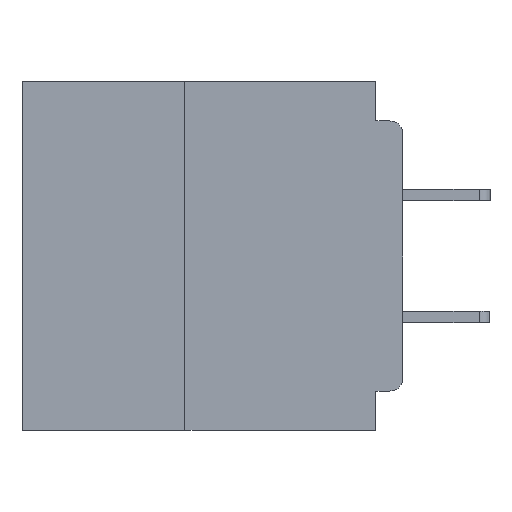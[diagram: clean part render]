
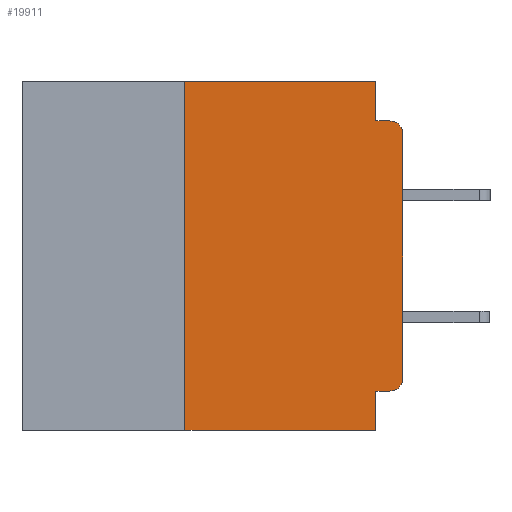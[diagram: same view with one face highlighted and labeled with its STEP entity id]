
A CAD part, left-side view. The second image highlights one B-rep face of the part: STEP entity #19911.
In plain terms, the highlighted planar face has unit normal (-1, 0, 0).
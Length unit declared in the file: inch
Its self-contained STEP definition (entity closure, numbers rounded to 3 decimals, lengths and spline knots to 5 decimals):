
#165 = VECTOR ( 'NONE', #33597, 39.37008 ) ;
#257 = LINE ( 'NONE', #8351, #40607 ) ;
#1221 = LINE ( 'NONE', #8084, #165 ) ;
#1357 = EDGE_CURVE ( 'NONE', #16371, #18972, #20404, .T. ) ;
#1585 = ORIENTED_EDGE ( 'NONE', *, *, #20377, .F. ) ;
#1793 = EDGE_CURVE ( 'NONE', #7299, #12474, #14489, .T. ) ;
#2584 = EDGE_CURVE ( 'NONE', #12474, #39671, #257, .T. ) ;
#2838 = EDGE_CURVE ( 'NONE', #26705, #16943, #40084, .T. ) ;
#2862 = DIRECTION ( 'NONE',  ( 0., 0., -1. ) ) ;
#2980 = CARTESIAN_POINT ( 'NONE',  ( 0., 0.031, -0.4 ) ) ;
#3662 = ORIENTED_EDGE ( 'NONE', *, *, #31908, .F. ) ;
#4037 = AXIS2_PLACEMENT_3D ( 'NONE', #31682, #31669, #31642 ) ;
#4729 = CARTESIAN_POINT ( 'NONE',  ( 0., 0.437, -0.4 ) ) ;
#5061 = CARTESIAN_POINT ( 'NONE',  ( 0., 0., -0.045 ) ) ;
#5845 = CARTESIAN_POINT ( 'NONE',  ( 0., 0.031, 0. ) ) ;
#6497 = CARTESIAN_POINT ( 'NONE',  ( 0., 0., -0.06 ) ) ;
#7153 = DIRECTION ( 'NONE',  ( -1., 0., 0. ) ) ;
#7299 = VERTEX_POINT ( 'NONE', #15782 ) ;
#7698 = ORIENTED_EDGE ( 'NONE', *, *, #32905, .T. ) ;
#7999 = DIRECTION ( 'NONE',  ( 0., -1., 0. ) ) ;
#8084 = CARTESIAN_POINT ( 'NONE',  ( 0., 0., 0. ) ) ;
#8251 = DIRECTION ( 'NONE',  ( 0., -1., 0. ) ) ;
#8351 = CARTESIAN_POINT ( 'NONE',  ( 0., 0.437, 0. ) ) ;
#8972 = CARTESIAN_POINT ( 'NONE',  ( 0., 0., -0.355 ) ) ;
#9011 = EDGE_CURVE ( 'NONE', #24394, #26705, #24731, .T. ) ;
#9044 = CARTESIAN_POINT ( 'NONE',  ( 0., 0.437, 0. ) ) ;
#9887 = CIRCLE ( 'NONE', #31926, 0.015 ) ;
#10486 = VERTEX_POINT ( 'NONE', #21250 ) ;
#12188 = DIRECTION ( 'NONE',  ( 0., 1., 0. ) ) ;
#12265 = DIRECTION ( 'NONE',  ( 1., 0., 0. ) ) ;
#12474 = VERTEX_POINT ( 'NONE', #34673 ) ;
#14489 = LINE ( 'NONE', #23303, #36756 ) ;
#15373 = ORIENTED_EDGE ( 'NONE', *, *, #38845, .T. ) ;
#15782 = CARTESIAN_POINT ( 'NONE',  ( 0., 0.25, -0.4 ) ) ;
#16371 = VERTEX_POINT ( 'NONE', #6497 ) ;
#16905 = CARTESIAN_POINT ( 'NONE',  ( 0., 0.015, -0.045 ) ) ;
#16943 = VERTEX_POINT ( 'NONE', #31727 ) ;
#17111 = EDGE_CURVE ( 'NONE', #24394, #20142, #9887, .T. ) ;
#17519 = LINE ( 'NONE', #5061, #25953 ) ;
#18691 = DIRECTION ( 'NONE',  ( 0., 0., -1. ) ) ;
#18972 = VERTEX_POINT ( 'NONE', #16905 ) ;
#19155 = ORIENTED_EDGE ( 'NONE', *, *, #17111, .T. ) ;
#19911 = ADVANCED_FACE ( 'NONE', ( #25991 ), #28085, .F. ) ;
#20142 = VERTEX_POINT ( 'NONE', #35626 ) ;
#20377 = EDGE_CURVE ( 'NONE', #10486, #18972, #17519, .T. ) ;
#20404 = CIRCLE ( 'NONE', #4037, 0.015 ) ;
#20557 = CARTESIAN_POINT ( 'NONE',  ( 0., 0.031, -0.355 ) ) ;
#21221 = VECTOR ( 'NONE', #7999, 39.37008 ) ;
#21250 = CARTESIAN_POINT ( 'NONE',  ( 0., 0.031, -0.045 ) ) ;
#22217 = LINE ( 'NONE', #4729, #21221 ) ;
#23124 = DIRECTION ( 'NONE',  ( 0., 0., 1. ) ) ;
#23303 = CARTESIAN_POINT ( 'NONE',  ( 0., 0.25, -0.4 ) ) ;
#23743 = VECTOR ( 'NONE', #12188, 39.37008 ) ;
#24140 = DIRECTION ( 'NONE',  ( 0., -1., 0. ) ) ;
#24315 = VECTOR ( 'NONE', #2862, 39.37008 ) ;
#24394 = VERTEX_POINT ( 'NONE', #36908 ) ;
#24731 = LINE ( 'NONE', #8972, #23743 ) ;
#25953 = VECTOR ( 'NONE', #24140, 39.37008 ) ;
#25991 = FACE_OUTER_BOUND ( 'NONE', #33955, .T. ) ;
#26070 = ORIENTED_EDGE ( 'NONE', *, *, #1357, .T. ) ;
#26190 = CARTESIAN_POINT ( 'NONE',  ( 0., 0.015, -0.34 ) ) ;
#26705 = VERTEX_POINT ( 'NONE', #20557 ) ;
#28085 = PLANE ( 'NONE',  #31686 ) ;
#29081 = ORIENTED_EDGE ( 'NONE', *, *, #2584, .F. ) ;
#29380 = DIRECTION ( 'NONE',  ( 0., 0., -1. ) ) ;
#31047 = ORIENTED_EDGE ( 'NONE', *, *, #1793, .F. ) ;
#31642 = DIRECTION ( 'NONE',  ( 0., 0., -1. ) ) ;
#31669 = DIRECTION ( 'NONE',  ( -1., 0., 0. ) ) ;
#31682 = CARTESIAN_POINT ( 'NONE',  ( 0., 0.015, -0.06 ) ) ;
#31686 = AXIS2_PLACEMENT_3D ( 'NONE', #9044, #12265, #34418 ) ;
#31727 = CARTESIAN_POINT ( 'NONE',  ( 0., 0.031, -0.4 ) ) ;
#31908 = EDGE_CURVE ( 'NONE', #39671, #10486, #32724, .T. ) ;
#31926 = AXIS2_PLACEMENT_3D ( 'NONE', #26190, #7153, #29380 ) ;
#32724 = LINE ( 'NONE', #5845, #33701 ) ;
#32905 = EDGE_CURVE ( 'NONE', #7299, #16943, #22217, .T. ) ;
#33597 = DIRECTION ( 'NONE',  ( 0., 0., 1. ) ) ;
#33701 = VECTOR ( 'NONE', #18691, 39.37008 ) ;
#33955 = EDGE_LOOP ( 'NONE', ( #15373, #26070, #1585, #3662, #29081, #31047, #7698, #34007, #34990, #19155 ) ) ;
#34007 = ORIENTED_EDGE ( 'NONE', *, *, #2838, .F. ) ;
#34418 = DIRECTION ( 'NONE',  ( 0., 0., -1. ) ) ;
#34673 = CARTESIAN_POINT ( 'NONE',  ( 0., 0.25, 0. ) ) ;
#34990 = ORIENTED_EDGE ( 'NONE', *, *, #9011, .F. ) ;
#35626 = CARTESIAN_POINT ( 'NONE',  ( 0., 0., -0.34 ) ) ;
#36756 = VECTOR ( 'NONE', #23124, 39.37008 ) ;
#36908 = CARTESIAN_POINT ( 'NONE',  ( 0., 0.015, -0.355 ) ) ;
#37501 = CARTESIAN_POINT ( 'NONE',  ( 0., 0.031, 0. ) ) ;
#38845 = EDGE_CURVE ( 'NONE', #20142, #16371, #1221, .T. ) ;
#39671 = VERTEX_POINT ( 'NONE', #37501 ) ;
#40084 = LINE ( 'NONE', #2980, #24315 ) ;
#40607 = VECTOR ( 'NONE', #8251, 39.37008 ) ;
